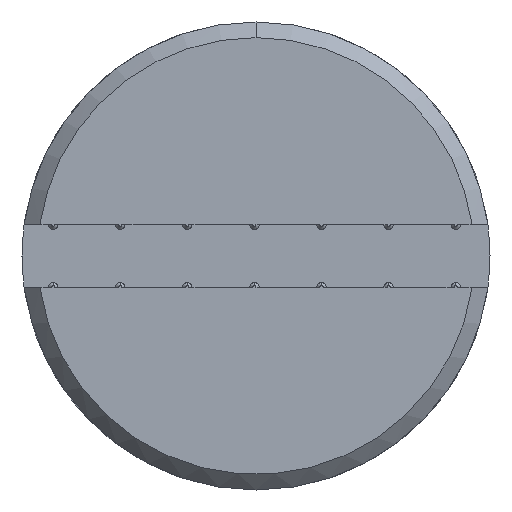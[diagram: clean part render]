
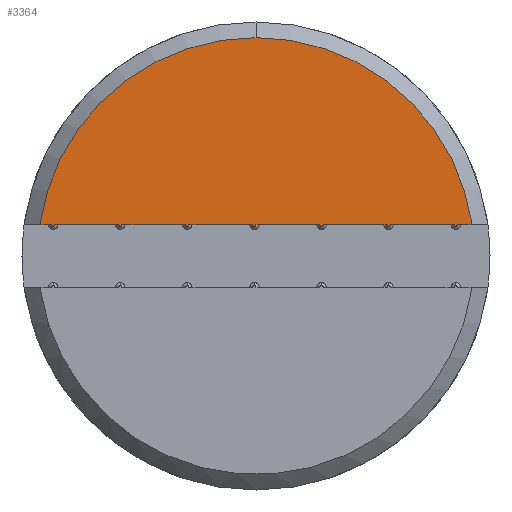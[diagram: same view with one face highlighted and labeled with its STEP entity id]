
A CAD part, front view. The second image highlights one B-rep face of the part: STEP entity #3364.
In plain terms, the highlighted planar face has unit normal (0, -1, 0).
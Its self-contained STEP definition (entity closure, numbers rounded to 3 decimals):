
#34 = DIRECTION ( 'NONE',  ( -1., 0., 0. ) ) ;
#49 = CARTESIAN_POINT ( 'NONE',  ( 10., 0., 1. ) ) ;
#72 = VERTEX_POINT ( 'NONE', #3453 ) ;
#245 = CARTESIAN_POINT ( 'NONE',  ( -0.1, 0., 1. ) ) ;
#260 = EDGE_CURVE ( 'NONE', #532, #1142, #615, .T. ) ;
#301 = EDGE_CURVE ( 'NONE', #1283, #1338, #3232, .T. ) ;
#309 = VECTOR ( 'NONE', #766, 1000. ) ;
#335 = CIRCLE ( 'NONE', #562, 7. ) ;
#370 = EDGE_CURVE ( 'NONE', #2016, #2463, #852, .T. ) ;
#401 = CARTESIAN_POINT ( 'NONE',  ( -6.45, 0., 1. ) ) ;
#438 = CARTESIAN_POINT ( 'NONE',  ( -4.4, 0., 1. ) ) ;
#441 = ORIENTED_EDGE ( 'NONE', *, *, #772, .T. ) ;
#449 = EDGE_CURVE ( 'NONE', #3314, #72, #3189, .T. ) ;
#451 = ORIENTED_EDGE ( 'NONE', *, *, #714, .T. ) ;
#497 = CARTESIAN_POINT ( 'NONE',  ( 2.15, 0., 1. ) ) ;
#526 = EDGE_CURVE ( 'NONE', #2672, #3487, #3457, .T. ) ;
#532 = VERTEX_POINT ( 'NONE', #2876 ) ;
#562 = AXIS2_PLACEMENT_3D ( 'NONE', #2922, #2911, #2884 ) ;
#578 = CARTESIAN_POINT ( 'NONE',  ( -6.928, 0., 1. ) ) ;
#589 = EDGE_CURVE ( 'NONE', #935, #1507, #3229, .T. ) ;
#615 = LINE ( 'NONE', #1088, #1325 ) ;
#621 = FACE_OUTER_BOUND ( 'NONE', #1021, .T. ) ;
#628 = AXIS2_PLACEMENT_3D ( 'NONE', #1176, #2302, #2293 ) ;
#647 = EDGE_CURVE ( 'NONE', #2448, #2563, #937, .T. ) ;
#714 = EDGE_CURVE ( 'NONE', #1283, #1142, #2559, .T. ) ;
#722 = EDGE_CURVE ( 'NONE', #532, #840, #1865, .T. ) ;
#728 = EDGE_CURVE ( 'NONE', #2080, #2563, #2485, .T. ) ;
#745 = EDGE_CURVE ( 'NONE', #2448, #1507, #1787, .T. ) ;
#748 = DIRECTION ( 'NONE',  ( -1., 0., 0. ) ) ;
#751 = EDGE_CURVE ( 'NONE', #935, #3487, #3092, .T. ) ;
#755 = EDGE_CURVE ( 'NONE', #2672, #72, #1366, .T. ) ;
#756 = CARTESIAN_POINT ( 'NONE',  ( 4.3, 0., 1. ) ) ;
#766 = DIRECTION ( 'NONE',  ( -1., 0., 0. ) ) ;
#772 = EDGE_CURVE ( 'NONE', #3314, #2463, #3014, .T. ) ;
#778 = EDGE_CURVE ( 'NONE', #2016, #1338, #2402, .T. ) ;
#782 = CARTESIAN_POINT ( 'NONE',  ( 10., 0., 1. ) ) ;
#823 = CARTESIAN_POINT ( 'NONE',  ( -2.25, 0., 1. ) ) ;
#840 = VERTEX_POINT ( 'NONE', #1343 ) ;
#844 = CARTESIAN_POINT ( 'NONE',  ( 10., 0., 1. ) ) ;
#852 = LINE ( 'NONE', #49, #2291 ) ;
#927 = DIRECTION ( 'NONE',  ( -1., 0., 0. ) ) ;
#935 = VERTEX_POINT ( 'NONE', #823 ) ;
#937 = LINE ( 'NONE', #2497, #2287 ) ;
#950 = ORIENTED_EDGE ( 'NONE', *, *, #745, .T. ) ;
#984 = ORIENTED_EDGE ( 'NONE', *, *, #370, .F. ) ;
#1013 = ORIENTED_EDGE ( 'NONE', *, *, #3420, .T. ) ;
#1021 = EDGE_LOOP ( 'NONE', ( #2261, #451, #1371, #2628, #1013, #1652, #3176, #1523, #950, #1387, #1888, #2651, #3388, #2237, #441, #984, #3018 ) ) ;
#1088 = CARTESIAN_POINT ( 'NONE',  ( 10., 0., 1. ) ) ;
#1111 = LINE ( 'NONE', #782, #309 ) ;
#1128 = VECTOR ( 'NONE', #2703, 1000. ) ;
#1142 = VERTEX_POINT ( 'NONE', #2987 ) ;
#1176 = CARTESIAN_POINT ( 'NONE',  ( 0., 0., 0. ) ) ;
#1212 = CARTESIAN_POINT ( 'NONE',  ( 4.2, 0., 1. ) ) ;
#1278 = CARTESIAN_POINT ( 'NONE',  ( -6.55, 0., 1. ) ) ;
#1283 = VERTEX_POINT ( 'NONE', #1595 ) ;
#1325 = VECTOR ( 'NONE', #927, 1000. ) ;
#1338 = VERTEX_POINT ( 'NONE', #756 ) ;
#1343 = CARTESIAN_POINT ( 'NONE',  ( 0., 0., 7. ) ) ;
#1366 = CIRCLE ( 'NONE', #2163, 0.05 ) ;
#1371 = ORIENTED_EDGE ( 'NONE', *, *, #260, .F. ) ;
#1387 = ORIENTED_EDGE ( 'NONE', *, *, #589, .F. ) ;
#1507 = VERTEX_POINT ( 'NONE', #2936 ) ;
#1523 = ORIENTED_EDGE ( 'NONE', *, *, #647, .F. ) ;
#1595 = CARTESIAN_POINT ( 'NONE',  ( 6.35, 0., 1. ) ) ;
#1652 = ORIENTED_EDGE ( 'NONE', *, *, #2375, .F. ) ;
#1667 = DIRECTION ( 'NONE',  ( 0., 0., 1. ) ) ;
#1670 = DIRECTION ( 'NONE',  ( 0., -1., 0. ) ) ;
#1673 = CARTESIAN_POINT ( 'NONE',  ( 4.25, 0., 1. ) ) ;
#1689 = DIRECTION ( 'NONE',  ( 0., 0., 1. ) ) ;
#1695 = DIRECTION ( 'NONE',  ( 0., -1., 0. ) ) ;
#1697 = CARTESIAN_POINT ( 'NONE',  ( 2.1, 0., 1. ) ) ;
#1760 = DIRECTION ( 'NONE',  ( 0., 0., 1. ) ) ;
#1787 = CIRCLE ( 'NONE', #2192, 0.05 ) ;
#1789 = DIRECTION ( 'NONE',  ( 0., -1., 0. ) ) ;
#1792 = VECTOR ( 'NONE', #3074, 1000. ) ;
#1820 = CARTESIAN_POINT ( 'NONE',  ( -0.05, 0., 1. ) ) ;
#1841 = DIRECTION ( 'NONE',  ( 0., 0., 1. ) ) ;
#1852 = DIRECTION ( 'NONE',  ( 0., -1., 0. ) ) ;
#1865 = CIRCLE ( 'NONE', #2218, 7. ) ;
#1866 = CARTESIAN_POINT ( 'NONE',  ( -2.2, 0., 1. ) ) ;
#1881 = DIRECTION ( 'NONE',  ( 0., 0., 1. ) ) ;
#1885 = DIRECTION ( 'NONE',  ( 0., -1., 0. ) ) ;
#1888 = ORIENTED_EDGE ( 'NONE', *, *, #751, .T. ) ;
#1896 = CARTESIAN_POINT ( 'NONE',  ( -4.35, 0., 1. ) ) ;
#1932 = DIRECTION ( 'NONE',  ( 0., 0., 1. ) ) ;
#1936 = DIRECTION ( 'NONE',  ( 0., -1., 0. ) ) ;
#1944 = CARTESIAN_POINT ( 'NONE',  ( -6.5, 0., 1. ) ) ;
#2002 = DIRECTION ( 'NONE',  ( 0., 0., 1. ) ) ;
#2011 = DIRECTION ( 'NONE',  ( 0., -1., 0. ) ) ;
#2015 = CARTESIAN_POINT ( 'NONE',  ( 0., 0., 0. ) ) ;
#2016 = VERTEX_POINT ( 'NONE', #1212 ) ;
#2074 = DIRECTION ( 'NONE',  ( 0., 0., 1. ) ) ;
#2080 = VERTEX_POINT ( 'NONE', #1278 ) ;
#2083 = DIRECTION ( 'NONE',  ( 0., -1., 0. ) ) ;
#2106 = CARTESIAN_POINT ( 'NONE',  ( 6.4, 0., 1. ) ) ;
#2144 = AXIS2_PLACEMENT_3D ( 'NONE', #1673, #1670, #1667 ) ;
#2149 = AXIS2_PLACEMENT_3D ( 'NONE', #1697, #1695, #1689 ) ;
#2156 = VECTOR ( 'NONE', #2896, 1000. ) ;
#2163 = AXIS2_PLACEMENT_3D ( 'NONE', #1820, #1789, #1760 ) ;
#2192 = AXIS2_PLACEMENT_3D ( 'NONE', #1896, #1885, #1881 ) ;
#2199 = AXIS2_PLACEMENT_3D ( 'NONE', #1866, #1852, #1841 ) ;
#2204 = AXIS2_PLACEMENT_3D ( 'NONE', #1944, #1936, #1932 ) ;
#2218 = AXIS2_PLACEMENT_3D ( 'NONE', #2015, #2011, #2002 ) ;
#2228 = AXIS2_PLACEMENT_3D ( 'NONE', #2106, #2083, #2074 ) ;
#2237 = ORIENTED_EDGE ( 'NONE', *, *, #449, .F. ) ;
#2261 = ORIENTED_EDGE ( 'NONE', *, *, #301, .F. ) ;
#2287 = VECTOR ( 'NONE', #2498, 1000. ) ;
#2291 = VECTOR ( 'NONE', #34, 1000. ) ;
#2293 = DIRECTION ( 'NONE',  ( 0., 0., 1. ) ) ;
#2302 = DIRECTION ( 'NONE',  ( 0., 1., 0. ) ) ;
#2317 = PLANE ( 'NONE',  #628 ) ;
#2375 = EDGE_CURVE ( 'NONE', #2080, #2422, #1111, .T. ) ;
#2402 = CIRCLE ( 'NONE', #2144, 0.05 ) ;
#2422 = VERTEX_POINT ( 'NONE', #578 ) ;
#2448 = VERTEX_POINT ( 'NONE', #438 ) ;
#2463 = VERTEX_POINT ( 'NONE', #497 ) ;
#2485 = CIRCLE ( 'NONE', #2204, 0.05 ) ;
#2497 = CARTESIAN_POINT ( 'NONE',  ( 10., 0., 1. ) ) ;
#2498 = DIRECTION ( 'NONE',  ( -1., 0., 0. ) ) ;
#2559 = CIRCLE ( 'NONE', #2228, 0.05 ) ;
#2561 = CARTESIAN_POINT ( 'NONE',  ( 2.05, 0., 1. ) ) ;
#2563 = VERTEX_POINT ( 'NONE', #401 ) ;
#2603 = VECTOR ( 'NONE', #748, 1000. ) ;
#2628 = ORIENTED_EDGE ( 'NONE', *, *, #722, .T. ) ;
#2651 = ORIENTED_EDGE ( 'NONE', *, *, #526, .F. ) ;
#2672 = VERTEX_POINT ( 'NONE', #245 ) ;
#2694 = CARTESIAN_POINT ( 'NONE',  ( 10., 0., 1. ) ) ;
#2703 = DIRECTION ( 'NONE',  ( -1., 0., 0. ) ) ;
#2826 = CARTESIAN_POINT ( 'NONE',  ( -2.15, 0., 1. ) ) ;
#2876 = CARTESIAN_POINT ( 'NONE',  ( 6.928, 0., 1. ) ) ;
#2884 = DIRECTION ( 'NONE',  ( 0., 0., 1. ) ) ;
#2887 = CARTESIAN_POINT ( 'NONE',  ( 10., 0., 1. ) ) ;
#2896 = DIRECTION ( 'NONE',  ( -1., 0., 0. ) ) ;
#2911 = DIRECTION ( 'NONE',  ( 0., -1., 0. ) ) ;
#2922 = CARTESIAN_POINT ( 'NONE',  ( 0., 0., 0. ) ) ;
#2936 = CARTESIAN_POINT ( 'NONE',  ( -4.3, 0., 1. ) ) ;
#2987 = CARTESIAN_POINT ( 'NONE',  ( 6.45, 0., 1. ) ) ;
#3014 = CIRCLE ( 'NONE', #2149, 0.05 ) ;
#3018 = ORIENTED_EDGE ( 'NONE', *, *, #778, .T. ) ;
#3074 = DIRECTION ( 'NONE',  ( -1., 0., 0. ) ) ;
#3092 = CIRCLE ( 'NONE', #2199, 0.05 ) ;
#3112 = CARTESIAN_POINT ( 'NONE',  ( 10., 0., 1. ) ) ;
#3176 = ORIENTED_EDGE ( 'NONE', *, *, #728, .T. ) ;
#3189 = LINE ( 'NONE', #3112, #1792 ) ;
#3229 = LINE ( 'NONE', #2694, #1128 ) ;
#3232 = LINE ( 'NONE', #844, #2603 ) ;
#3314 = VERTEX_POINT ( 'NONE', #2561 ) ;
#3364 = ADVANCED_FACE ( 'NONE', ( #621 ), #2317, .F. ) ;
#3388 = ORIENTED_EDGE ( 'NONE', *, *, #755, .T. ) ;
#3420 = EDGE_CURVE ( 'NONE', #840, #2422, #335, .T. ) ;
#3453 = CARTESIAN_POINT ( 'NONE',  ( 0., 0., 1. ) ) ;
#3457 = LINE ( 'NONE', #2887, #2156 ) ;
#3487 = VERTEX_POINT ( 'NONE', #2826 ) ;
